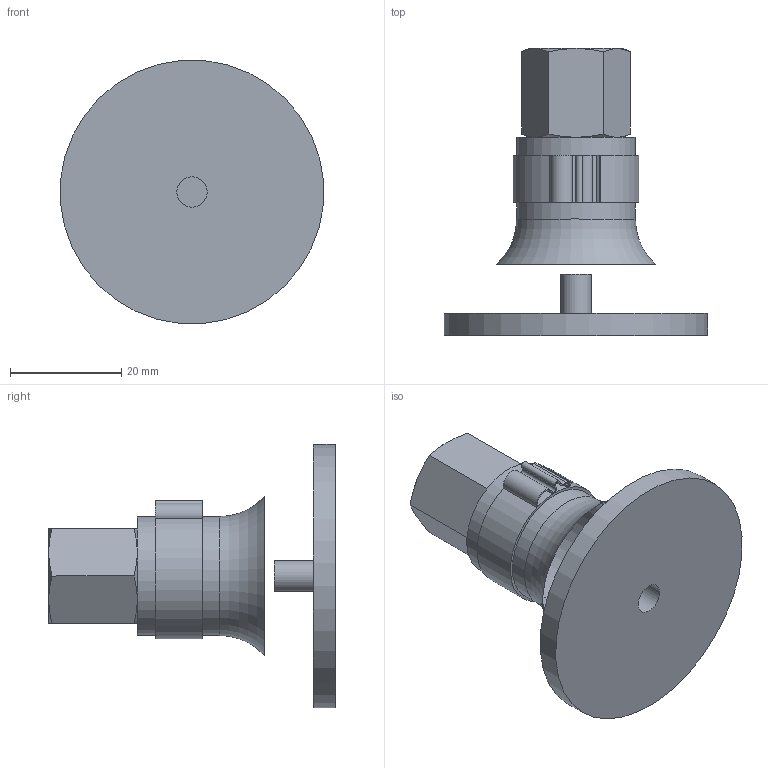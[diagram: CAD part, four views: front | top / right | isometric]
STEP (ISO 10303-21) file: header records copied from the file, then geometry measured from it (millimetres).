
FILE_DESCRIPTION(/* description */ (''),/* implementation_level */ '2;1');
FILE_NAME(/* name */ 'v48cn_rac7r1-4h_pcabrcobra21.stp',/* time_stamp */ '2020-11-20T12:45:29+01:00',/* author */ ('enginyeria'),/* organization */ (''),/* preprocessor_version */ 'ST-DEVELOPER v17.2',/* originating_system */ 'Autodesk Inventor 2019',/* authorisation */ '');
FILE_SCHEMA (('CONFIG_CONTROL_DESIGN'));
Length unit declared in the file: millimetre
Products named in the file (1): v48cn_rac7r1-4h_pcabrcobra21
Bounding box: 47.41 x 51.67 x 47.41 mm (x, y, z)
Volume: 28562.8 mm3; surface area: 9130.9 mm2
Topology: 2 solids, 2 shells, 51 faces, 134 edges, 87 vertices
Faces by surface type: plane 18, cylinder 17, cone 15, torus 1
Full cylindrical faces by diameter (mm): 5.449 x1, 13 x1, 21.5 x1, 21.7 x1, 47.558 x1
Entity records: 1663 total; most frequent: CARTESIAN_POINT 320, DIRECTION 278, ORIENTED_EDGE 266, EDGE_CURVE 133, AXIS2_PLACEMENT_3D 117, VERTEX_POINT 87, CIRCLE 65, EDGE_LOOP 56
